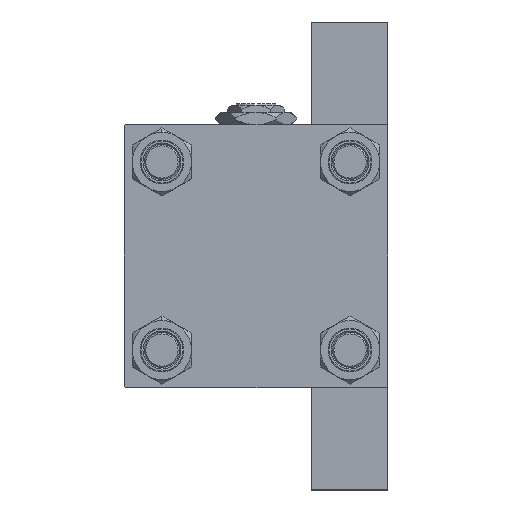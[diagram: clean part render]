
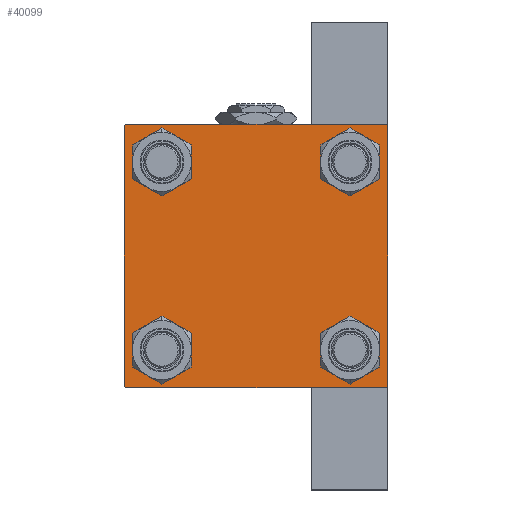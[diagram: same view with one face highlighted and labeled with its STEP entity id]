
A CAD part, left-side view. The second image highlights one B-rep face of the part: STEP entity #40099.
In plain terms, the highlighted planar face has unit normal (-1, 0, 0).
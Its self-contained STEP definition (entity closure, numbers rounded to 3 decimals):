
#113 = CARTESIAN_POINT ( 'NONE',  ( 0., -32.15, -25.65 ) ) ;
#281 = CARTESIAN_POINT ( 'NONE',  ( 0., 44.5, 45. ) ) ;
#371 = CARTESIAN_POINT ( 'NONE',  ( 0., 45., -45. ) ) ;
#547 = DIRECTION ( 'NONE',  ( 0., 0., 1. ) ) ;
#611 = ORIENTED_EDGE ( 'NONE', *, *, #13460, .T. ) ;
#1876 = ORIENTED_EDGE ( 'NONE', *, *, #6557, .T. ) ;
#1882 = VERTEX_POINT ( 'NONE', #7589 ) ;
#2381 = DIRECTION ( 'NONE',  ( -1., 0., 0. ) ) ;
#2579 = AXIS2_PLACEMENT_3D ( 'NONE', #14525, #23034, #27160 ) ;
#2640 = EDGE_CURVE ( 'NONE', #44878, #22522, #29673, .T. ) ;
#3196 = VERTEX_POINT ( 'NONE', #8047 ) ;
#3393 = CARTESIAN_POINT ( 'NONE',  ( 0., 32.15, 38.65 ) ) ;
#3593 = VECTOR ( 'NONE', #4007, 1000. ) ;
#4007 = DIRECTION ( 'NONE',  ( 0., 0.707, -0.707 ) ) ;
#4065 = CARTESIAN_POINT ( 'NONE',  ( 0., -32.15, -38.65 ) ) ;
#4085 = EDGE_CURVE ( 'NONE', #47719, #23441, #8355, .T. ) ;
#4616 = DIRECTION ( 'NONE',  ( 0., 0., 1. ) ) ;
#5046 = DIRECTION ( 'NONE',  ( 0., 0., -1. ) ) ;
#5812 = CARTESIAN_POINT ( 'NONE',  ( 0., -45., 45. ) ) ;
#6557 = EDGE_CURVE ( 'NONE', #3196, #26540, #30772, .T. ) ;
#6615 = DIRECTION ( 'NONE',  ( 1., 0., 0. ) ) ;
#7134 = DIRECTION ( 'NONE',  ( 0., -1., 0. ) ) ;
#7436 = ORIENTED_EDGE ( 'NONE', *, *, #48086, .T. ) ;
#7487 = VERTEX_POINT ( 'NONE', #45642 ) ;
#7501 = ORIENTED_EDGE ( 'NONE', *, *, #24501, .F. ) ;
#7589 = CARTESIAN_POINT ( 'NONE',  ( 0., -32.15, 25.65 ) ) ;
#7816 = ORIENTED_EDGE ( 'NONE', *, *, #13561, .T. ) ;
#8047 = CARTESIAN_POINT ( 'NONE',  ( 0., -44.5, -45. ) ) ;
#8355 = CIRCLE ( 'NONE', #49475, 6.5 ) ;
#8820 = LINE ( 'NONE', #371, #20215 ) ;
#9463 = AXIS2_PLACEMENT_3D ( 'NONE', #28974, #36692, #44669 ) ;
#10421 = EDGE_CURVE ( 'NONE', #18732, #25791, #12675, .T. ) ;
#10468 = LINE ( 'NONE', #45216, #13989 ) ;
#10963 = AXIS2_PLACEMENT_3D ( 'NONE', #41988, #2381, #49461 ) ;
#11371 = EDGE_CURVE ( 'NONE', #23441, #47719, #42346, .T. ) ;
#11721 = CARTESIAN_POINT ( 'NONE',  ( 0., 32.15, -38.65 ) ) ;
#12135 = ORIENTED_EDGE ( 'NONE', *, *, #10421, .T. ) ;
#12421 = CARTESIAN_POINT ( 'NONE',  ( 0., 45., 45. ) ) ;
#12675 = CIRCLE ( 'NONE', #33249, 6.5 ) ;
#13193 = ORIENTED_EDGE ( 'NONE', *, *, #34871, .T. ) ;
#13425 = AXIS2_PLACEMENT_3D ( 'NONE', #20063, #36008, #547 ) ;
#13460 = EDGE_CURVE ( 'NONE', #39570, #3196, #8820, .T. ) ;
#13496 = CARTESIAN_POINT ( 'NONE',  ( 0., 45., 44.5 ) ) ;
#13561 = EDGE_CURVE ( 'NONE', #50844, #7487, #35093, .T. ) ;
#13917 = PLANE ( 'NONE',  #10963 ) ;
#13989 = VECTOR ( 'NONE', #7134, 1000. ) ;
#14254 = DIRECTION ( 'NONE',  ( 1., 0., 0. ) ) ;
#14525 = CARTESIAN_POINT ( 'NONE',  ( 0., 32.15, 32.15 ) ) ;
#14805 = CIRCLE ( 'NONE', #43588, 6.5 ) ;
#15505 = DIRECTION ( 'NONE',  ( 0., -1., 0. ) ) ;
#15547 = EDGE_CURVE ( 'NONE', #25791, #18732, #31179, .T. ) ;
#15809 = CARTESIAN_POINT ( 'NONE',  ( 0., 44.5, -45. ) ) ;
#15985 = CARTESIAN_POINT ( 'NONE',  ( 0., -45., -44.5 ) ) ;
#16582 = VECTOR ( 'NONE', #37296, 1000. ) ;
#16808 = DIRECTION ( 'NONE',  ( 0., 0., 1. ) ) ;
#17948 = DIRECTION ( 'NONE',  ( 0., -0.707, -0.707 ) ) ;
#17977 = EDGE_CURVE ( 'NONE', #22522, #44878, #14805, .T. ) ;
#18248 = CARTESIAN_POINT ( 'NONE',  ( 0., 32.15, -32.15 ) ) ;
#18285 = ORIENTED_EDGE ( 'NONE', *, *, #4085, .T. ) ;
#18373 = CARTESIAN_POINT ( 'NONE',  ( 0., 32.15, -32.15 ) ) ;
#18638 = DIRECTION ( 'NONE',  ( 0., 0., 1. ) ) ;
#18732 = VERTEX_POINT ( 'NONE', #11721 ) ;
#19069 = CARTESIAN_POINT ( 'NONE',  ( 0., -32.15, 38.65 ) ) ;
#19119 = VECTOR ( 'NONE', #43358, 1000. ) ;
#19144 = CIRCLE ( 'NONE', #43806, 6.5 ) ;
#20063 = CARTESIAN_POINT ( 'NONE',  ( 0., -32.15, 32.15 ) ) ;
#20215 = VECTOR ( 'NONE', #15505, 1000. ) ;
#21661 = FACE_BOUND ( 'NONE', #27734, .T. ) ;
#21833 = LINE ( 'NONE', #33902, #34785 ) ;
#21922 = FACE_OUTER_BOUND ( 'NONE', #34420, .T. ) ;
#22522 = VERTEX_POINT ( 'NONE', #3393 ) ;
#23034 = DIRECTION ( 'NONE',  ( 1., 0., 0. ) ) ;
#23441 = VERTEX_POINT ( 'NONE', #113 ) ;
#23480 = CARTESIAN_POINT ( 'NONE',  ( 0., 32.15, -25.65 ) ) ;
#23560 = LINE ( 'NONE', #39249, #3593 ) ;
#24501 = EDGE_CURVE ( 'NONE', #35266, #26540, #36414, .T. ) ;
#25470 = EDGE_LOOP ( 'NONE', ( #42094, #12135 ) ) ;
#25786 = ORIENTED_EDGE ( 'NONE', *, *, #30142, .F. ) ;
#25791 = VERTEX_POINT ( 'NONE', #23480 ) ;
#26540 = VERTEX_POINT ( 'NONE', #15985 ) ;
#27111 = VECTOR ( 'NONE', #5046, 1000. ) ;
#27159 = ORIENTED_EDGE ( 'NONE', *, *, #48378, .T. ) ;
#27160 = DIRECTION ( 'NONE',  ( 0., 0., 1. ) ) ;
#27407 = CIRCLE ( 'NONE', #13425, 6.5 ) ;
#27530 = CARTESIAN_POINT ( 'NONE',  ( 0., -32.15, -32.15 ) ) ;
#27734 = EDGE_LOOP ( 'NONE', ( #36180, #27159 ) ) ;
#28711 = AXIS2_PLACEMENT_3D ( 'NONE', #18248, #50696, #4616 ) ;
#28974 = CARTESIAN_POINT ( 'NONE',  ( 0., -32.15, -32.15 ) ) ;
#29074 = LINE ( 'NONE', #44772, #16582 ) ;
#29638 = CARTESIAN_POINT ( 'NONE',  ( 0., -44.5, 45. ) ) ;
#29673 = CIRCLE ( 'NONE', #2579, 6.5 ) ;
#30142 = EDGE_CURVE ( 'NONE', #37976, #45605, #10468, .T. ) ;
#30772 = LINE ( 'NONE', #46478, #19119 ) ;
#30974 = EDGE_LOOP ( 'NONE', ( #35012, #18285 ) ) ;
#31179 = CIRCLE ( 'NONE', #28711, 6.5 ) ;
#31778 = ORIENTED_EDGE ( 'NONE', *, *, #17977, .T. ) ;
#32215 = ORIENTED_EDGE ( 'NONE', *, *, #2640, .T. ) ;
#33249 = AXIS2_PLACEMENT_3D ( 'NONE', #18373, #14254, #18638 ) ;
#33741 = FACE_BOUND ( 'NONE', #25470, .T. ) ;
#33902 = CARTESIAN_POINT ( 'NONE',  ( 0., 44.75, -44.75 ) ) ;
#33913 = ORIENTED_EDGE ( 'NONE', *, *, #47519, .T. ) ;
#34420 = EDGE_LOOP ( 'NONE', ( #7816, #33913, #611, #1876, #7501, #13193, #25786, #7436 ) ) ;
#34634 = CARTESIAN_POINT ( 'NONE',  ( 0., -32.15, 32.15 ) ) ;
#34785 = VECTOR ( 'NONE', #17948, 1000. ) ;
#34871 = EDGE_CURVE ( 'NONE', #35266, #45605, #29074, .T. ) ;
#35012 = ORIENTED_EDGE ( 'NONE', *, *, #11371, .T. ) ;
#35093 = LINE ( 'NONE', #12421, #44876 ) ;
#35202 = CARTESIAN_POINT ( 'NONE',  ( 0., -45., 44.5 ) ) ;
#35266 = VERTEX_POINT ( 'NONE', #35202 ) ;
#35314 = EDGE_LOOP ( 'NONE', ( #31778, #32215 ) ) ;
#35683 = VERTEX_POINT ( 'NONE', #19069 ) ;
#36008 = DIRECTION ( 'NONE',  ( 1., 0., 0. ) ) ;
#36180 = ORIENTED_EDGE ( 'NONE', *, *, #36288, .T. ) ;
#36288 = EDGE_CURVE ( 'NONE', #35683, #1882, #19144, .T. ) ;
#36414 = LINE ( 'NONE', #5812, #27111 ) ;
#36692 = DIRECTION ( 'NONE',  ( 1., 0., 0. ) ) ;
#37296 = DIRECTION ( 'NONE',  ( 0., 0.707, 0.707 ) ) ;
#37371 = FACE_BOUND ( 'NONE', #30974, .T. ) ;
#37976 = VERTEX_POINT ( 'NONE', #281 ) ;
#39213 = DIRECTION ( 'NONE',  ( 0., 0., -1. ) ) ;
#39249 = CARTESIAN_POINT ( 'NONE',  ( 0., 44.75, 44.75 ) ) ;
#39570 = VERTEX_POINT ( 'NONE', #15809 ) ;
#40099 = ADVANCED_FACE ( 'NONE', ( #21661, #37371, #33741, #49196, #21922 ), #13917, .T. ) ;
#40255 = CARTESIAN_POINT ( 'NONE',  ( 0., 32.15, 32.15 ) ) ;
#41988 = CARTESIAN_POINT ( 'NONE',  ( 0., 0., 0. ) ) ;
#42094 = ORIENTED_EDGE ( 'NONE', *, *, #15547, .T. ) ;
#42346 = CIRCLE ( 'NONE', #9463, 6.5 ) ;
#43358 = DIRECTION ( 'NONE',  ( 0., -0.707, 0.707 ) ) ;
#43588 = AXIS2_PLACEMENT_3D ( 'NONE', #40255, #48471, #16808 ) ;
#43806 = AXIS2_PLACEMENT_3D ( 'NONE', #34634, #6615, #45972 ) ;
#44669 = DIRECTION ( 'NONE',  ( 0., 0., 1. ) ) ;
#44772 = CARTESIAN_POINT ( 'NONE',  ( 0., -44.75, 44.75 ) ) ;
#44876 = VECTOR ( 'NONE', #39213, 1000. ) ;
#44878 = VERTEX_POINT ( 'NONE', #48311 ) ;
#45216 = CARTESIAN_POINT ( 'NONE',  ( 0., 45., 45. ) ) ;
#45605 = VERTEX_POINT ( 'NONE', #29638 ) ;
#45642 = CARTESIAN_POINT ( 'NONE',  ( 0., 45., -44.5 ) ) ;
#45972 = DIRECTION ( 'NONE',  ( 0., 0., 1. ) ) ;
#46478 = CARTESIAN_POINT ( 'NONE',  ( 0., -44.75, -44.75 ) ) ;
#46821 = DIRECTION ( 'NONE',  ( 1., 0., 0. ) ) ;
#47335 = DIRECTION ( 'NONE',  ( 0., 0., 1. ) ) ;
#47519 = EDGE_CURVE ( 'NONE', #7487, #39570, #21833, .T. ) ;
#47719 = VERTEX_POINT ( 'NONE', #4065 ) ;
#48086 = EDGE_CURVE ( 'NONE', #37976, #50844, #23560, .T. ) ;
#48311 = CARTESIAN_POINT ( 'NONE',  ( 0., 32.15, 25.65 ) ) ;
#48378 = EDGE_CURVE ( 'NONE', #1882, #35683, #27407, .T. ) ;
#48471 = DIRECTION ( 'NONE',  ( 1., 0., 0. ) ) ;
#49196 = FACE_BOUND ( 'NONE', #35314, .T. ) ;
#49461 = DIRECTION ( 'NONE',  ( 0., 0., 1. ) ) ;
#49475 = AXIS2_PLACEMENT_3D ( 'NONE', #27530, #46821, #47335 ) ;
#50696 = DIRECTION ( 'NONE',  ( 1., 0., 0. ) ) ;
#50844 = VERTEX_POINT ( 'NONE', #13496 ) ;
